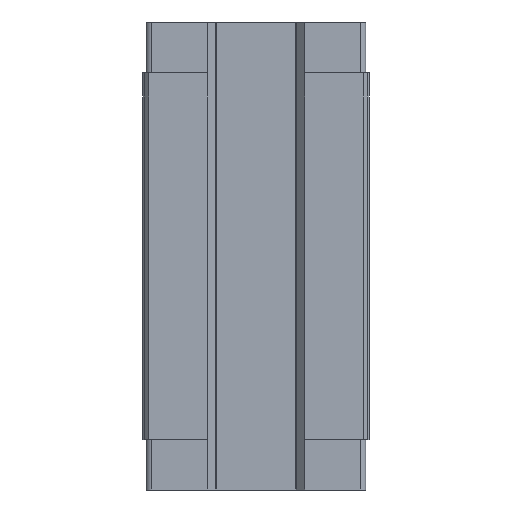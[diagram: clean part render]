
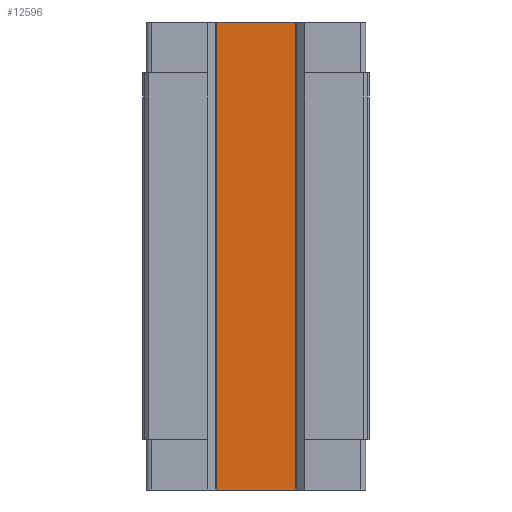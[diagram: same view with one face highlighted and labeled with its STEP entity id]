
A CAD part, front view. The second image highlights one B-rep face of the part: STEP entity #12596.
In plain terms, the highlighted planar face has unit normal (0, -1, 0).
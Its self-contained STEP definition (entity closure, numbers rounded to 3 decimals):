
#8221 = CARTESIAN_POINT ( 'NONE',  ( 23., 0., 129.8 ) ) ;
#8222 = DIRECTION ( 'NONE',  ( -1., 0., 0. ) ) ;
#8223 = VECTOR ( 'NONE', #8222, 1000. ) ;
#8224 = CARTESIAN_POINT ( 'NONE',  ( -23., 0., 129.8 ) ) ;
#8225 = LINE ( 'NONE', #8224, #8223 ) ;
#8226 = CARTESIAN_POINT ( 'NONE',  ( -23., 0., 129.8 ) ) ;
#8259 = DIRECTION ( 'NONE',  ( 0., 0., -1. ) ) ;
#8260 = VECTOR ( 'NONE', #8259, 1000. ) ;
#8261 = CARTESIAN_POINT ( 'NONE',  ( -23., 0., -101.8 ) ) ;
#8262 = LINE ( 'NONE', #8261, #8260 ) ;
#8263 = CARTESIAN_POINT ( 'NONE',  ( -23., 0., -129.8 ) ) ;
#8270 = DIRECTION ( 'NONE',  ( 1., 0., 0. ) ) ;
#8271 = VECTOR ( 'NONE', #8270, 1000. ) ;
#8272 = CARTESIAN_POINT ( 'NONE',  ( -23., 0., -129.8 ) ) ;
#8273 = LINE ( 'NONE', #8272, #8271 ) ;
#8275 = CARTESIAN_POINT ( 'NONE',  ( 23., 0., -129.8 ) ) ;
#8285 = DIRECTION ( 'NONE',  ( 0., 0., -1. ) ) ;
#8286 = DIRECTION ( 'NONE',  ( 0., -1., 0. ) ) ;
#8287 = CARTESIAN_POINT ( 'NONE',  ( -23., 0., -101.8 ) ) ;
#8288 = AXIS2_PLACEMENT_3D ( 'NONE', #8287, #8286, #8285 ) ;
#8289 = PLANE ( 'NONE',  #8288 ) ;
#8292 = FACE_OUTER_BOUND ( 'NONE', #12597, .T. ) ;
#8293 = DIRECTION ( 'NONE',  ( 0., 0., 1. ) ) ;
#8294 = VECTOR ( 'NONE', #8293, 1000. ) ;
#8295 = CARTESIAN_POINT ( 'NONE',  ( 23., 0., -101.8 ) ) ;
#8296 = LINE ( 'NONE', #8295, #8294 ) ;
#12494 = VERTEX_POINT ( 'NONE', #8226 ) ;
#12496 = EDGE_CURVE ( 'NONE', #12497, #12494, #8225, .T. ) ;
#12497 = VERTEX_POINT ( 'NONE', #8221 ) ;
#12557 = VERTEX_POINT ( 'NONE', #8263 ) ;
#12559 = EDGE_CURVE ( 'NONE', #12494, #12557, #8262, .T. ) ;
#12595 = EDGE_CURVE ( 'NONE', #12614, #12497, #8296, .T. ) ;
#12596 = ADVANCED_FACE ( 'NONE', ( #8292 ), #8289, .T. ) ;
#12597 = EDGE_LOOP ( 'NONE', ( #12598, #12599, #12600, #12601 ) ) ;
#12598 = ORIENTED_EDGE ( 'NONE', *, *, #12616, .T. ) ;
#12599 = ORIENTED_EDGE ( 'NONE', *, *, #12595, .T. ) ;
#12600 = ORIENTED_EDGE ( 'NONE', *, *, #12496, .T. ) ;
#12601 = ORIENTED_EDGE ( 'NONE', *, *, #12559, .T. ) ;
#12614 = VERTEX_POINT ( 'NONE', #8275 ) ;
#12616 = EDGE_CURVE ( 'NONE', #12557, #12614, #8273, .T. ) ;
